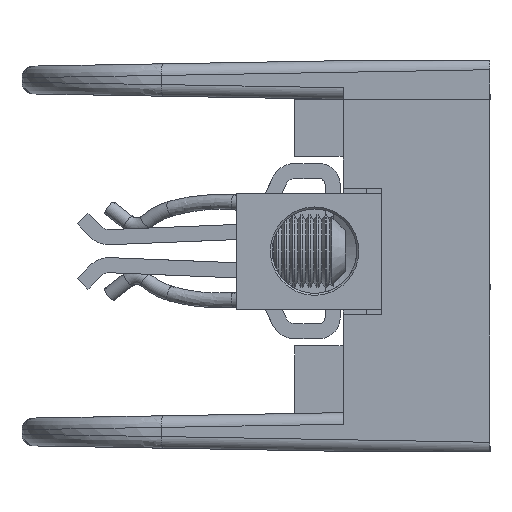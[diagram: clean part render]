
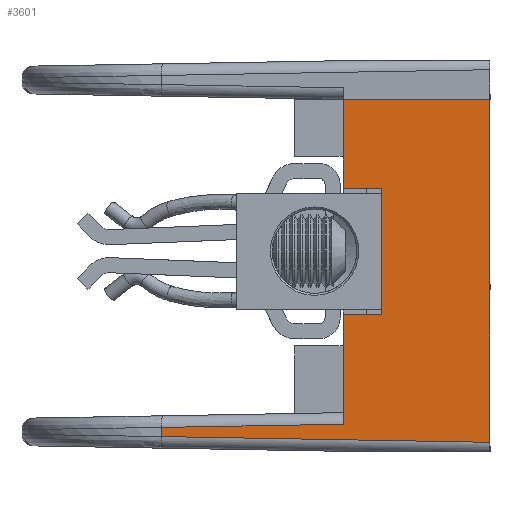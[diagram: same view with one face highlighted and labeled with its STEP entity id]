
A CAD part, left-side view. The second image highlights one B-rep face of the part: STEP entity #3601.
In plain terms, the highlighted planar face has unit normal (-0.999, 0.035, 0).
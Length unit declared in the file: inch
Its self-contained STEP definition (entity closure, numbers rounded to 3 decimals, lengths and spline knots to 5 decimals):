
#911 = LINE ( 'NONE', #10295, #19139 ) ;
#1615 = ORIENTED_EDGE ( 'NONE', *, *, #36601, .T. ) ;
#1627 = EDGE_CURVE ( 'NONE', #61503, #17292, #30381, .T. ) ;
#2590 = DIRECTION ( 'NONE',  ( -0.035, -0.999, 0. ) ) ;
#3337 = CARTESIAN_POINT ( 'NONE',  ( -5.015, 0., 0.77 ) ) ;
#3601 = ADVANCED_FACE ( 'NONE', ( #48391 ), #53788, .T. ) ;
#3695 = CARTESIAN_POINT ( 'NONE',  ( -4.98846, 0.76, -0.90997 ) ) ;
#5143 = DIRECTION ( 'NONE',  ( 0., 0., 1. ) ) ;
#5393 = CARTESIAN_POINT ( 'NONE',  ( -4.98846, 0.76, 1.05 ) ) ;
#5395 = CARTESIAN_POINT ( 'NONE',  ( -4.9558, 1.69513, -0.9263 ) ) ;
#7700 = CARTESIAN_POINT ( 'NONE',  ( -5.015, 0., -1.00329 ) ) ;
#9447 = DIRECTION ( 'NONE',  ( -0.035, -0.999, -0.017 ) ) ;
#10295 = CARTESIAN_POINT ( 'NONE',  ( -5.015, 0., 0.31 ) ) ;
#12067 = DIRECTION ( 'NONE',  ( 0.035, 0.999, 0. ) ) ;
#13222 = VERTEX_POINT ( 'NONE', #22045 ) ;
#13448 = ORIENTED_EDGE ( 'NONE', *, *, #22090, .T. ) ;
#14452 = DIRECTION ( 'NONE',  ( 0., 0., 1. ) ) ;
#15212 = EDGE_LOOP ( 'NONE', ( #56059, #1615, #18246, #39689, #13448, #26143, #45851, #61442, #24575, #55201 ) ) ;
#15413 = DIRECTION ( 'NONE',  ( -0.035, -0.999, 0. ) ) ;
#15542 = DIRECTION ( 'NONE',  ( 0., 0., 1. ) ) ;
#17292 = VERTEX_POINT ( 'NONE', #7700 ) ;
#17610 = CARTESIAN_POINT ( 'NONE',  ( -4.98846, 0.76, -0.34 ) ) ;
#17611 = EDGE_CURVE ( 'NONE', #13222, #33173, #42959, .T. ) ;
#17749 = CARTESIAN_POINT ( 'NONE',  ( -4.95577, 1.69617, -0.92631 ) ) ;
#17891 = VECTOR ( 'NONE', #12067, 39.37008 ) ;
#18246 = ORIENTED_EDGE ( 'NONE', *, *, #50184, .T. ) ;
#18739 = CARTESIAN_POINT ( 'NONE',  ( -4.99544, 0.56, 0.31 ) ) ;
#19139 = VECTOR ( 'NONE', #15413, 39.37008 ) ;
#19190 = VECTOR ( 'NONE', #29307, 39.37008 ) ;
#19694 = LINE ( 'NONE', #22068, #17891 ) ;
#20205 = VECTOR ( 'NONE', #26941, 39.37008 ) ;
#20460 = VERTEX_POINT ( 'NONE', #51751 ) ;
#22045 = CARTESIAN_POINT ( 'NONE',  ( -4.98846, 0.76, 0.77 ) ) ;
#22068 = CARTESIAN_POINT ( 'NONE',  ( -5.015, 0., -0.34 ) ) ;
#22090 = EDGE_CURVE ( 'NONE', #17292, #33173, #65347, .T. ) ;
#22224 = LINE ( 'NONE', #36850, #20205 ) ;
#23380 = CARTESIAN_POINT ( 'NONE',  ( -4.98846, 0.76, 1.05 ) ) ;
#23890 = CARTESIAN_POINT ( 'NONE',  ( -5.015, 0., 0.77 ) ) ;
#24575 = ORIENTED_EDGE ( 'NONE', *, *, #46794, .F. ) ;
#25315 = VECTOR ( 'NONE', #5143, 39.37008 ) ;
#26143 = ORIENTED_EDGE ( 'NONE', *, *, #17611, .F. ) ;
#26941 = DIRECTION ( 'NONE',  ( 0., 0., -1. ) ) ;
#29205 = VECTOR ( 'NONE', #14452, 39.37008 ) ;
#29307 = DIRECTION ( 'NONE',  ( 0., 0., 1. ) ) ;
#30113 = LINE ( 'NONE', #39683, #29205 ) ;
#30381 = LINE ( 'NONE', #47730, #55495 ) ;
#30872 = DIRECTION ( 'NONE',  ( 0.035, 0.999, -0.017 ) ) ;
#31790 = CARTESIAN_POINT ( 'NONE',  ( -5.015, 0., 1.05 ) ) ;
#31842 = EDGE_CURVE ( 'NONE', #20460, #13222, #57851, .T. ) ;
#33173 = VERTEX_POINT ( 'NONE', #23890 ) ;
#33316 = CARTESIAN_POINT ( 'NONE',  ( -5.015, 0., 1.05 ) ) ;
#34840 = LINE ( 'NONE', #5393, #41896 ) ;
#35557 = VECTOR ( 'NONE', #30872, 39.37008 ) ;
#35703 = EDGE_CURVE ( 'NONE', #20460, #57823, #911, .T. ) ;
#36601 = EDGE_CURVE ( 'NONE', #65214, #47112, #37290, .T. ) ;
#36850 = CARTESIAN_POINT ( 'NONE',  ( -4.95577, 1.69617, -0.85 ) ) ;
#37290 = LINE ( 'NONE', #5395, #35557 ) ;
#37816 = VERTEX_POINT ( 'NONE', #62430 ) ;
#38030 = CARTESIAN_POINT ( 'NONE',  ( -4.95577, 1.69617, -0.97369 ) ) ;
#38929 = EDGE_CURVE ( 'NONE', #65214, #53253, #34840, .T. ) ;
#39683 = CARTESIAN_POINT ( 'NONE',  ( -4.99544, 0.56, 1.05 ) ) ;
#39689 = ORIENTED_EDGE ( 'NONE', *, *, #1627, .T. ) ;
#41896 = VECTOR ( 'NONE', #15542, 39.37008 ) ;
#42959 = LINE ( 'NONE', #3337, #55313 ) ;
#43236 = DIRECTION ( 'NONE',  ( -0.999, 0.035, 0. ) ) ;
#45851 = ORIENTED_EDGE ( 'NONE', *, *, #31842, .F. ) ;
#46794 = EDGE_CURVE ( 'NONE', #37816, #57823, #30113, .T. ) ;
#47112 = VERTEX_POINT ( 'NONE', #17749 ) ;
#47730 = CARTESIAN_POINT ( 'NONE',  ( -5.01375, 0.03579, -1.00267 ) ) ;
#48391 = FACE_OUTER_BOUND ( 'NONE', #15212, .T. ) ;
#50184 = EDGE_CURVE ( 'NONE', #47112, #61503, #22224, .T. ) ;
#50249 = EDGE_CURVE ( 'NONE', #37816, #53253, #19694, .T. ) ;
#51751 = CARTESIAN_POINT ( 'NONE',  ( -4.98846, 0.76, 0.31 ) ) ;
#53253 = VERTEX_POINT ( 'NONE', #17610 ) ;
#53285 = AXIS2_PLACEMENT_3D ( 'NONE', #33316, #43236, #64888 ) ;
#53788 = PLANE ( 'NONE',  #53285 ) ;
#55201 = ORIENTED_EDGE ( 'NONE', *, *, #50249, .T. ) ;
#55313 = VECTOR ( 'NONE', #2590, 39.37008 ) ;
#55495 = VECTOR ( 'NONE', #9447, 39.37008 ) ;
#56059 = ORIENTED_EDGE ( 'NONE', *, *, #38929, .F. ) ;
#57823 = VERTEX_POINT ( 'NONE', #18739 ) ;
#57851 = LINE ( 'NONE', #23380, #19190 ) ;
#61442 = ORIENTED_EDGE ( 'NONE', *, *, #35703, .T. ) ;
#61503 = VERTEX_POINT ( 'NONE', #38030 ) ;
#62430 = CARTESIAN_POINT ( 'NONE',  ( -4.99544, 0.56, -0.34 ) ) ;
#64888 = DIRECTION ( 'NONE',  ( 0.035, 0.999, 0. ) ) ;
#65214 = VERTEX_POINT ( 'NONE', #3695 ) ;
#65347 = LINE ( 'NONE', #31790, #25315 ) ;
